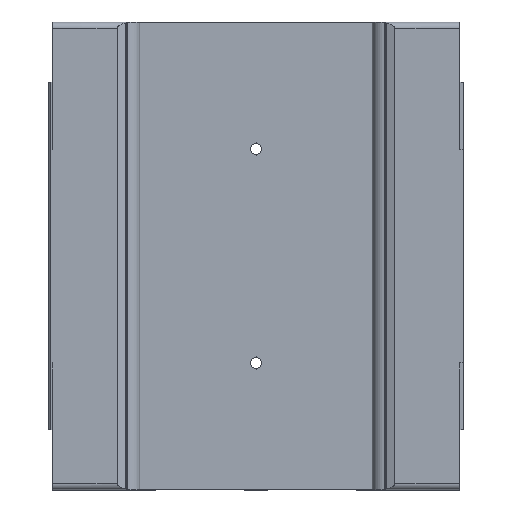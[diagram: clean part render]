
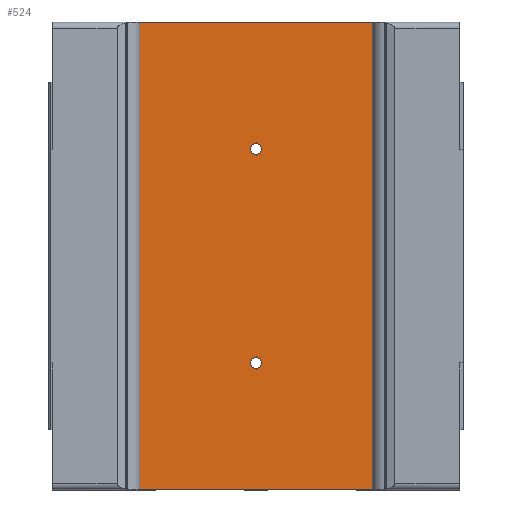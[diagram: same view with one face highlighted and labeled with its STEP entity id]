
A CAD part, front view. The second image highlights one B-rep face of the part: STEP entity #524.
In plain terms, the highlighted planar face has unit normal (0, -1, 0).
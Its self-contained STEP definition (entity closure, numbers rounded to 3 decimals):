
#524 = ADVANCED_FACE ( 'NONE', ( #4750, #4746, #4734 ), #7849, .F. ) ;
#693 = VERTEX_POINT ( 'NONE', #8591 ) ;
#709 = VERTEX_POINT ( 'NONE', #8608 ) ;
#722 = VERTEX_POINT ( 'NONE', #8582 ) ;
#735 = VERTEX_POINT ( 'NONE', #8662 ) ;
#757 = VERTEX_POINT ( 'NONE', #8658 ) ;
#762 = VERTEX_POINT ( 'NONE', #8689 ) ;
#917 = VERTEX_POINT ( 'NONE', #8881 ) ;
#982 = VERTEX_POINT ( 'NONE', #8913 ) ;
#1106 = EDGE_CURVE ( 'NONE', #762, #982, #20536, .T. ) ;
#1165 = EDGE_CURVE ( 'NONE', #757, #917, #20898, .T. ) ;
#1282 = EDGE_CURVE ( 'NONE', #709, #722, #19909, .T. ) ;
#1287 = EDGE_CURVE ( 'NONE', #735, #693, #19954, .T. ) ;
#1592 = EDGE_CURVE ( 'NONE', #982, #917, #2421, .T. ) ;
#1754 = EDGE_CURVE ( 'NONE', #693, #735, #2136, .T. ) ;
#1837 = EDGE_CURVE ( 'NONE', #722, #709, #2740, .T. ) ;
#2136 = CIRCLE ( 'NONE', #16393, 0.836 ) ;
#2409 = VECTOR ( 'NONE', #17011, 1000. ) ;
#2421 = LINE ( 'NONE', #17016, #2409 ) ;
#2740 = CIRCLE ( 'NONE', #16396, 0.836 ) ;
#4734 = FACE_BOUND ( 'NONE', #13278, .T. ) ;
#4746 = FACE_BOUND ( 'NONE', #13268, .T. ) ;
#4750 = FACE_OUTER_BOUND ( 'NONE', #14165, .T. ) ;
#7805 = DIRECTION ( 'NONE',  ( 0., 1., 0. ) ) ;
#7810 = CARTESIAN_POINT ( 'NONE',  ( -19.075, 7.5, -9. ) ) ;
#7822 = DIRECTION ( 'NONE',  ( 0., 0., 1. ) ) ;
#7849 = PLANE ( 'NONE',  #16213 ) ;
#8582 = CARTESIAN_POINT ( 'NONE',  ( 0., 7.5, 41.164 ) ) ;
#8591 = CARTESIAN_POINT ( 'NONE',  ( 0., 7.5, 9.164 ) ) ;
#8608 = CARTESIAN_POINT ( 'NONE',  ( 0., 7.5, 42.836 ) ) ;
#8658 = CARTESIAN_POINT ( 'NONE',  ( -19.075, 7.5, -8.95 ) ) ;
#8662 = CARTESIAN_POINT ( 'NONE',  ( 0., 7.5, 10.836 ) ) ;
#8689 = CARTESIAN_POINT ( 'NONE',  ( 19.075, 7.5, -8.95 ) ) ;
#8881 = CARTESIAN_POINT ( 'NONE',  ( -19.075, 7.5, 60.95 ) ) ;
#8913 = CARTESIAN_POINT ( 'NONE',  ( 19.075, 7.5, 60.95 ) ) ;
#9033 = DIRECTION ( 'NONE',  ( 0., 0., 1. ) ) ;
#9055 = CARTESIAN_POINT ( 'NONE',  ( 19.075, 7.5, -9. ) ) ;
#9492 = DIRECTION ( 'NONE',  ( 0., 0., 1. ) ) ;
#9494 = DIRECTION ( 'NONE',  ( 0., -1., 0. ) ) ;
#9495 = CARTESIAN_POINT ( 'NONE',  ( 0., 7.5, 10. ) ) ;
#9496 = DIRECTION ( 'NONE',  ( 0., -1., 0. ) ) ;
#9504 = CARTESIAN_POINT ( 'NONE',  ( 0., 7.5, 42. ) ) ;
#9509 = DIRECTION ( 'NONE',  ( 0., 0., 1. ) ) ;
#10557 = DIRECTION ( 'NONE',  ( 0., 0., 1. ) ) ;
#10560 = CARTESIAN_POINT ( 'NONE',  ( -19.075, 7.5, -9. ) ) ;
#10762 = VECTOR ( 'NONE', #19952, 1000. ) ;
#10764 = LINE ( 'NONE', #19970, #10762 ) ;
#13268 = EDGE_LOOP ( 'NONE', ( #13737, #13712 ) ) ;
#13278 = EDGE_LOOP ( 'NONE', ( #13706, #13701 ) ) ;
#13696 = ORIENTED_EDGE ( 'NONE', *, *, #1106, .T. ) ;
#13698 = ORIENTED_EDGE ( 'NONE', *, *, #1165, .F. ) ;
#13701 = ORIENTED_EDGE ( 'NONE', *, *, #1837, .F. ) ;
#13706 = ORIENTED_EDGE ( 'NONE', *, *, #1282, .F. ) ;
#13712 = ORIENTED_EDGE ( 'NONE', *, *, #1754, .F. ) ;
#13724 = ORIENTED_EDGE ( 'NONE', *, *, #1592, .T. ) ;
#13737 = ORIENTED_EDGE ( 'NONE', *, *, #1287, .F. ) ;
#13748 = ORIENTED_EDGE ( 'NONE', *, *, #15844, .T. ) ;
#14165 = EDGE_LOOP ( 'NONE', ( #13748, #13696, #13724, #13698 ) ) ;
#15844 = EDGE_CURVE ( 'NONE', #757, #762, #10764, .T. ) ;
#16213 = AXIS2_PLACEMENT_3D ( 'NONE', #7810, #7805, #7822 ) ;
#16304 = AXIS2_PLACEMENT_3D ( 'NONE', #9504, #9494, #9492 ) ;
#16331 = AXIS2_PLACEMENT_3D ( 'NONE', #9495, #9496, #9509 ) ;
#16393 = AXIS2_PLACEMENT_3D ( 'NONE', #17711, #17713, #17715 ) ;
#16396 = AXIS2_PLACEMENT_3D ( 'NONE', #19306, #19310, #19290 ) ;
#17011 = DIRECTION ( 'NONE',  ( -1., 0., 0. ) ) ;
#17016 = CARTESIAN_POINT ( 'NONE',  ( -19.075, 7.5, 60.95 ) ) ;
#17711 = CARTESIAN_POINT ( 'NONE',  ( 0., 7.5, 10. ) ) ;
#17713 = DIRECTION ( 'NONE',  ( 0., -1., 0. ) ) ;
#17715 = DIRECTION ( 'NONE',  ( 0., 0., 1. ) ) ;
#19290 = DIRECTION ( 'NONE',  ( 0., 0., 1. ) ) ;
#19306 = CARTESIAN_POINT ( 'NONE',  ( 0., 7.5, 42. ) ) ;
#19310 = DIRECTION ( 'NONE',  ( 0., -1., 0. ) ) ;
#19909 = CIRCLE ( 'NONE', #16304, 0.836 ) ;
#19952 = DIRECTION ( 'NONE',  ( 1., 0., 0. ) ) ;
#19954 = CIRCLE ( 'NONE', #16331, 0.836 ) ;
#19970 = CARTESIAN_POINT ( 'NONE',  ( -30.5, 7.5, -8.95 ) ) ;
#20536 = LINE ( 'NONE', #9055, #20540 ) ;
#20540 = VECTOR ( 'NONE', #9033, 1000. ) ;
#20898 = LINE ( 'NONE', #10560, #20901 ) ;
#20901 = VECTOR ( 'NONE', #10557, 1000. ) ;
